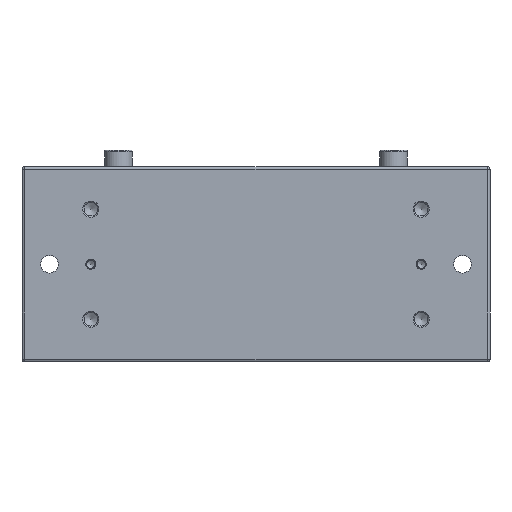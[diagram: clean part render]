
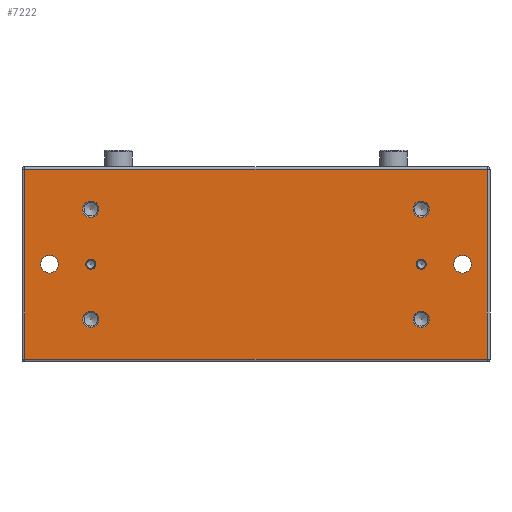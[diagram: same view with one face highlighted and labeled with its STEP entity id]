
A CAD part, front view. The second image highlights one B-rep face of the part: STEP entity #7222.
In plain terms, the highlighted planar face has unit normal (0, -1, 0).
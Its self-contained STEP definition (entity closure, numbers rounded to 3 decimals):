
#695=LINE('',#12057,#1240);
#696=LINE('',#12062,#1241);
#698=LINE('',#12077,#1243);
#699=LINE('',#12081,#1244);
#1240=VECTOR('',#9591,10.);
#1241=VECTOR('',#9598,10.);
#1243=VECTOR('',#9624,10.);
#1244=VECTOR('',#9631,10.);
#1403=FACE_BOUND('',#2231,.T.);
#1404=FACE_BOUND('',#2232,.T.);
#1405=FACE_BOUND('',#2233,.T.);
#1406=FACE_BOUND('',#2234,.T.);
#1407=FACE_BOUND('',#2235,.T.);
#1408=FACE_BOUND('',#2236,.T.);
#1409=FACE_BOUND('',#2237,.T.);
#1410=FACE_BOUND('',#2238,.T.);
#1783=FACE_OUTER_BOUND('',#2230,.T.);
#2230=EDGE_LOOP('',(#6074,#6075,#6076,#6077));
#2231=EDGE_LOOP('',(#6078));
#2232=EDGE_LOOP('',(#6079));
#2233=EDGE_LOOP('',(#6080));
#2234=EDGE_LOOP('',(#6081));
#2235=EDGE_LOOP('',(#6082));
#2236=EDGE_LOOP('',(#6083));
#2237=EDGE_LOOP('',(#6084));
#2238=EDGE_LOOP('',(#6085));
#2485=CIRCLE('',#7710,3.2);
#2491=CIRCLE('',#7719,3.2);
#2632=CIRCLE('',#7989,2.959);
#2635=CIRCLE('',#7994,2.959);
#2638=CIRCLE('',#7999,2.959);
#2641=CIRCLE('',#8004,2.959);
#2644=CIRCLE('',#8009,1.8);
#2647=CIRCLE('',#8014,1.8);
#3101=VERTEX_POINT('',#11508);
#3107=VERTEX_POINT('',#11525);
#3179=VERTEX_POINT('',#12054);
#3180=VERTEX_POINT('',#12056);
#3181=VERTEX_POINT('',#12060);
#3182=VERTEX_POINT('',#12075);
#3252=VERTEX_POINT('',#12369);
#3255=VERTEX_POINT('',#12379);
#3258=VERTEX_POINT('',#12389);
#3261=VERTEX_POINT('',#12399);
#3264=VERTEX_POINT('',#12409);
#3267=VERTEX_POINT('',#12419);
#3931=EDGE_CURVE('',#3101,#3101,#2485,.T.);
#3939=EDGE_CURVE('',#3107,#3107,#2491,.T.);
#4053=EDGE_CURVE('',#3179,#3180,#695,.T.);
#4056=EDGE_CURVE('',#3181,#3179,#696,.T.);
#4064=EDGE_CURVE('',#3182,#3181,#698,.T.);
#4066=EDGE_CURVE('',#3180,#3182,#699,.T.);
#4208=EDGE_CURVE('',#3252,#3252,#2632,.T.);
#4213=EDGE_CURVE('',#3255,#3255,#2635,.T.);
#4218=EDGE_CURVE('',#3258,#3258,#2638,.T.);
#4223=EDGE_CURVE('',#3261,#3261,#2641,.T.);
#4228=EDGE_CURVE('',#3264,#3264,#2644,.T.);
#4233=EDGE_CURVE('',#3267,#3267,#2647,.T.);
#6074=ORIENTED_EDGE('',*,*,#4066,.F.);
#6075=ORIENTED_EDGE('',*,*,#4053,.F.);
#6076=ORIENTED_EDGE('',*,*,#4056,.F.);
#6077=ORIENTED_EDGE('',*,*,#4064,.F.);
#6078=ORIENTED_EDGE('',*,*,#4228,.F.);
#6079=ORIENTED_EDGE('',*,*,#4218,.F.);
#6080=ORIENTED_EDGE('',*,*,#4208,.F.);
#6081=ORIENTED_EDGE('',*,*,#3931,.T.);
#6082=ORIENTED_EDGE('',*,*,#3939,.T.);
#6083=ORIENTED_EDGE('',*,*,#4213,.F.);
#6084=ORIENTED_EDGE('',*,*,#4223,.F.);
#6085=ORIENTED_EDGE('',*,*,#4233,.F.);
#6442=PLANE('',#8013);
#7222=ADVANCED_FACE('',(#1783,#1403,#1404,#1405,#1406,#1407,#1408,#1409,
#1410),#6442,.T.);
#7710=AXIS2_PLACEMENT_3D('',#11510,#9331,#9332);
#7719=AXIS2_PLACEMENT_3D('',#11527,#9351,#9352);
#7989=AXIS2_PLACEMENT_3D('',#12370,#10004,#10005);
#7994=AXIS2_PLACEMENT_3D('',#12380,#10016,#10017);
#7999=AXIS2_PLACEMENT_3D('',#12390,#10028,#10029);
#8004=AXIS2_PLACEMENT_3D('',#12400,#10040,#10041);
#8009=AXIS2_PLACEMENT_3D('',#12410,#10052,#10053);
#8013=AXIS2_PLACEMENT_3D('',#12418,#10062,#10063);
#8014=AXIS2_PLACEMENT_3D('',#12420,#10064,#10065);
#9331=DIRECTION('center_axis',(0.,1.,0.));
#9332=DIRECTION('ref_axis',(1.,0.,0.));
#9351=DIRECTION('center_axis',(0.,1.,0.));
#9352=DIRECTION('ref_axis',(1.,0.,0.));
#9591=DIRECTION('',(0.,0.,-1.));
#9598=DIRECTION('',(1.,0.,0.));
#9624=DIRECTION('',(0.,0.,1.));
#9631=DIRECTION('',(-1.,0.,0.));
#10004=DIRECTION('center_axis',(0.,-1.,0.));
#10005=DIRECTION('ref_axis',(-1.,0.,0.));
#10016=DIRECTION('center_axis',(0.,-1.,0.));
#10017=DIRECTION('ref_axis',(-1.,0.,0.));
#10028=DIRECTION('center_axis',(0.,-1.,0.));
#10029=DIRECTION('ref_axis',(-1.,0.,0.));
#10040=DIRECTION('center_axis',(0.,-1.,0.));
#10041=DIRECTION('ref_axis',(-1.,0.,0.));
#10052=DIRECTION('center_axis',(0.,-1.,0.));
#10053=DIRECTION('ref_axis',(-1.,0.,0.));
#10062=DIRECTION('center_axis',(0.,-1.,0.));
#10063=DIRECTION('ref_axis',(-1.,0.,0.));
#10064=DIRECTION('center_axis',(0.,-1.,0.));
#10065=DIRECTION('ref_axis',(-1.,0.,0.));
#11508=CARTESIAN_POINT('',(-78.2,-80.,10.3));
#11510=CARTESIAN_POINT('Origin',(-75.,-80.,10.3));
#11525=CARTESIAN_POINT('',(71.8,-80.,10.3));
#11527=CARTESIAN_POINT('Origin',(75.,-80.,10.3));
#12054=CARTESIAN_POINT('',(84.,-80.,44.8));
#12056=CARTESIAN_POINT('',(84.,-80.,-24.2));
#12057=CARTESIAN_POINT('',(84.,-80.,45.8));
#12060=CARTESIAN_POINT('',(-84.,-80.,44.8));
#12062=CARTESIAN_POINT('',(33.,-80.,44.8));
#12075=CARTESIAN_POINT('',(-84.,-80.,-24.2));
#12077=CARTESIAN_POINT('',(-84.,-80.,10.3));
#12081=CARTESIAN_POINT('',(33.,-80.,-24.2));
#12369=CARTESIAN_POINT('',(-57.042,-80.,30.3));
#12370=CARTESIAN_POINT('Origin',(-60.,-80.,30.3));
#12379=CARTESIAN_POINT('',(-57.042,-80.,-9.7));
#12380=CARTESIAN_POINT('Origin',(-60.,-80.,-9.7));
#12389=CARTESIAN_POINT('',(62.959,-80.,30.3));
#12390=CARTESIAN_POINT('Origin',(60.,-80.,30.3));
#12399=CARTESIAN_POINT('',(62.959,-80.,-9.7));
#12400=CARTESIAN_POINT('Origin',(60.,-80.,-9.7));
#12409=CARTESIAN_POINT('',(-58.2,-80.,10.3));
#12410=CARTESIAN_POINT('Origin',(-60.,-80.,10.3));
#12418=CARTESIAN_POINT('Origin',(66.,-80.,45.8));
#12419=CARTESIAN_POINT('',(61.8,-80.,10.3));
#12420=CARTESIAN_POINT('Origin',(60.,-80.,10.3));
